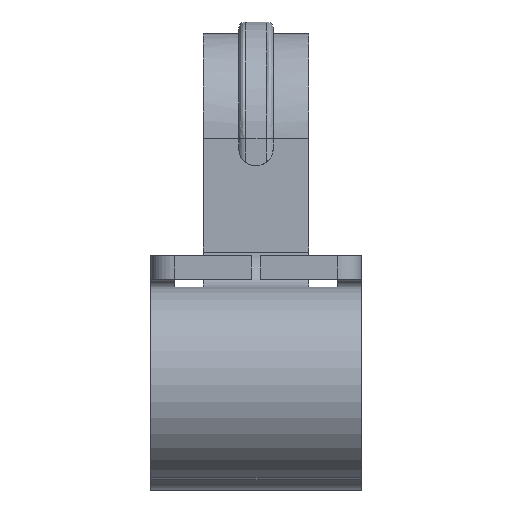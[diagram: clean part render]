
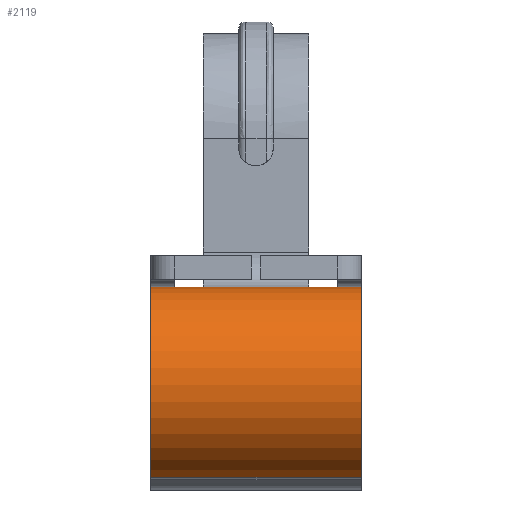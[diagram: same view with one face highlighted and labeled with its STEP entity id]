
A CAD part, left-side view. The second image highlights one B-rep face of the part: STEP entity #2119.
In plain terms, the highlighted cylindrical face has radius 0.42 mm (diameter 0.84 mm), a partial arc.
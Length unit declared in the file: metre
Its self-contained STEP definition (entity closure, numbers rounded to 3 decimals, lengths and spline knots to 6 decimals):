
#273=LINE('',#4559,#463);
#274=LINE('',#4560,#464);
#463=VECTOR('',#3469,1.);
#464=VECTOR('',#3470,1.);
#945=ORIENTED_EDGE('',*,*,#1327,.T.);
#946=ORIENTED_EDGE('',*,*,#1362,.F.);
#947=ORIENTED_EDGE('',*,*,#1356,.F.);
#948=ORIENTED_EDGE('',*,*,#1363,.T.);
#1327=EDGE_CURVE('',#1554,#1553,#1642,.T.);
#1356=EDGE_CURVE('',#1579,#1566,#1657,.T.);
#1362=EDGE_CURVE('',#1566,#1553,#273,.T.);
#1363=EDGE_CURVE('',#1579,#1554,#274,.T.);
#1553=VERTEX_POINT('',#4492);
#1554=VERTEX_POINT('',#4494);
#1566=VERTEX_POINT('',#4521);
#1579=VERTEX_POINT('',#4548);
#1642=CIRCLE('',#2935,0.00042);
#1657=CIRCLE('',#2951,0.00042);
#1747=EDGE_LOOP('',(#945,#946,#947,#948));
#1856=FACE_BOUND('',#1747,.T.);
#1915=CYLINDRICAL_SURFACE('',#2955,0.00042);
#2119=ADVANCED_FACE('',(#1856),#1915,.T.);
#2935=AXIS2_PLACEMENT_3D('',#4493,#3408,#3409);
#2951=AXIS2_PLACEMENT_3D('',#4549,#3454,#3455);
#2955=AXIS2_PLACEMENT_3D('',#4558,#3467,#3468);
#3408=DIRECTION('',(0.,1.,0.));
#3409=DIRECTION('',(0.,0.,1.));
#3454=DIRECTION('',(0.,1.,0.));
#3455=DIRECTION('',(0.,0.,1.));
#3467=DIRECTION('',(0.,-1.,0.));
#3468=DIRECTION('',(0.,0.,-1.));
#3469=DIRECTION('',(0.,-1.,0.));
#3470=DIRECTION('',(0.,-1.,0.));
#4492=CARTESIAN_POINT('',(-0.00193,-0.00045,0.000766));
#4493=CARTESIAN_POINT('',(-0.00193,-0.00045,0.000346));
#4494=CARTESIAN_POINT('',(-0.00208,-0.00045,-0.000046));
#4521=CARTESIAN_POINT('',(-0.00193,0.00045,0.000766));
#4548=CARTESIAN_POINT('',(-0.00208,0.00045,-0.000046));
#4549=CARTESIAN_POINT('',(-0.00193,0.00045,0.000346));
#4558=CARTESIAN_POINT('',(-0.00193,0.00045,0.000346));
#4559=CARTESIAN_POINT('',(-0.00193,0.00045,0.000766));
#4560=CARTESIAN_POINT('',(-0.00208,0.00045,-0.000046));
